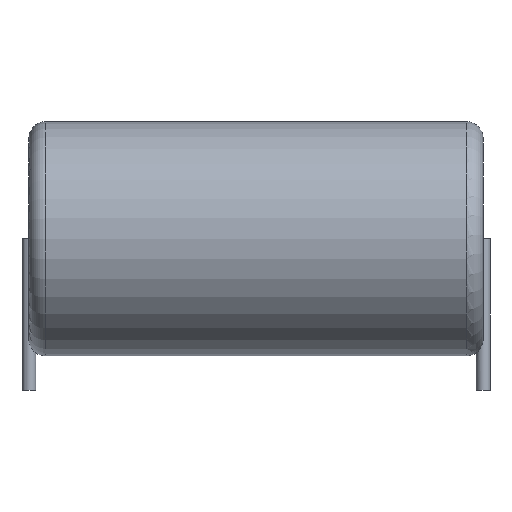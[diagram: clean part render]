
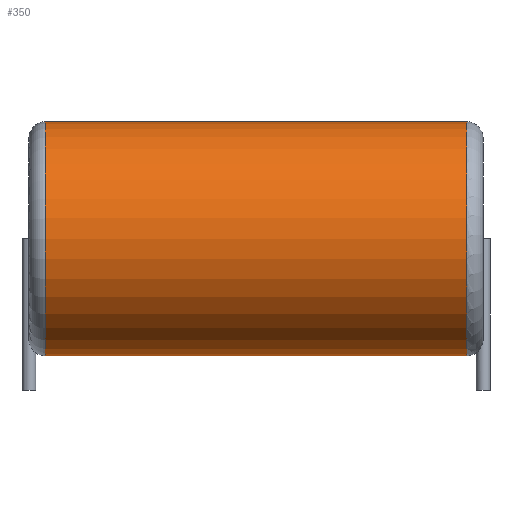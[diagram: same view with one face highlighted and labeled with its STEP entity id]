
A CAD part, front view. The second image highlights one B-rep face of the part: STEP entity #350.
In plain terms, the highlighted cylindrical face has radius 8.5 mm (diameter 17 mm), a full revolution.
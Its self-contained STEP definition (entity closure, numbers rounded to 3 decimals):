
#293 = EDGE_CURVE('',#294,#294,#296,.T.);
#294 = VERTEX_POINT('',#295);
#295 = CARTESIAN_POINT('',(15.35,0.,0.2));
#296 = CIRCLE('',#297,8.5);
#297 = AXIS2_PLACEMENT_3D('',#298,#299,#300);
#298 = CARTESIAN_POINT('',(15.35,0.,8.7));
#299 = DIRECTION('',(1.,0.,0.));
#300 = DIRECTION('',(0.,0.,-1.));
#350 = ADVANCED_FACE('',(#351),#370,.T.);
#351 = FACE_BOUND('',#352,.T.);
#352 = EDGE_LOOP('',(#353,#361,#362,#363));
#353 = ORIENTED_EDGE('',*,*,#354,.T.);
#354 = EDGE_CURVE('',#355,#294,#357,.T.);
#355 = VERTEX_POINT('',#356);
#356 = CARTESIAN_POINT('',(-15.25,0.,0.2));
#357 = LINE('',#358,#359);
#358 = CARTESIAN_POINT('',(-16.45,0.,0.2));
#359 = VECTOR('',#360,1.);
#360 = DIRECTION('',(1.,0.,0.));
#361 = ORIENTED_EDGE('',*,*,#293,.F.);
#362 = ORIENTED_EDGE('',*,*,#354,.F.);
#363 = ORIENTED_EDGE('',*,*,#364,.T.);
#364 = EDGE_CURVE('',#355,#355,#365,.T.);
#365 = CIRCLE('',#366,8.5);
#366 = AXIS2_PLACEMENT_3D('',#367,#368,#369);
#367 = CARTESIAN_POINT('',(-15.25,0.,8.7));
#368 = DIRECTION('',(1.,0.,0.));
#369 = DIRECTION('',(0.,0.,-1.));
#370 = CYLINDRICAL_SURFACE('',#371,8.5);
#371 = AXIS2_PLACEMENT_3D('',#372,#373,#374);
#372 = CARTESIAN_POINT('',(-16.45,0.,8.7));
#373 = DIRECTION('',(1.,0.,0.));
#374 = DIRECTION('',(0.,0.,-1.));
